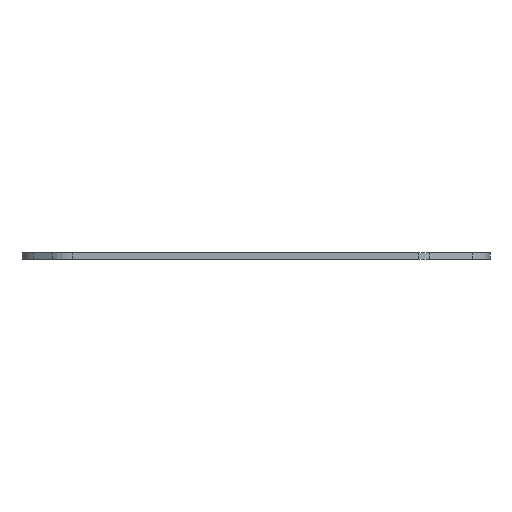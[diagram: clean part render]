
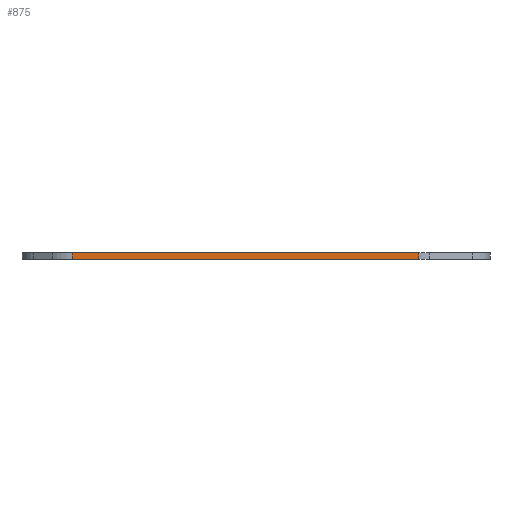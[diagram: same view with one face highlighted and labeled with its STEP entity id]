
A CAD part, left-side view. The second image highlights one B-rep face of the part: STEP entity #875.
In plain terms, the highlighted planar face has unit normal (-1, 0, 0).
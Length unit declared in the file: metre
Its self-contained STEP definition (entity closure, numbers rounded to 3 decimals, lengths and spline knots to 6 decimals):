
#104=ORIENTED_EDGE('',*,*,#360,.T.);
#105=ORIENTED_EDGE('',*,*,#361,.T.);
#106=ORIENTED_EDGE('',*,*,#362,.F.);
#107=ORIENTED_EDGE('',*,*,#363,.T.);
#360=EDGE_CURVE('',#488,#489,#578,.T.);
#361=EDGE_CURVE('',#489,#490,#579,.F.);
#362=EDGE_CURVE('',#491,#490,#580,.T.);
#363=EDGE_CURVE('',#491,#488,#581,.T.);
#488=VERTEX_POINT('',#1337);
#489=VERTEX_POINT('',#1338);
#490=VERTEX_POINT('',#1340);
#491=VERTEX_POINT('',#1342);
#578=LINE('',#1336,#650);
#579=LINE('',#1339,#651);
#580=LINE('',#1341,#652);
#581=LINE('',#1343,#653);
#650=VECTOR('',#1052,1.);
#651=VECTOR('',#1053,1.);
#652=VECTOR('',#1054,1.);
#653=VECTOR('',#1055,1.);
#716=EDGE_LOOP('',(#104,#105,#106,#107));
#786=FACE_BOUND('',#716,.T.);
#856=PLANE('',#935);
#875=ADVANCED_FACE('',(#786),#856,.F.);
#935=AXIS2_PLACEMENT_3D('',#1335,#1050,#1051);
#1050=DIRECTION('',(1.,0.,0.));
#1051=DIRECTION('',(0.,1.,0.));
#1052=DIRECTION('',(0.,1.,0.));
#1053=DIRECTION('',(0.,0.,1.));
#1054=DIRECTION('',(0.,1.,0.));
#1055=DIRECTION('',(0.,0.,1.));
#1335=CARTESIAN_POINT('',(-0.037986,0.042573,-0.0286));
#1336=CARTESIAN_POINT('',(-0.037986,0.042573,-0.0276));
#1337=CARTESIAN_POINT('',(-0.037986,0.016572,-0.0276));
#1338=CARTESIAN_POINT('',(-0.037986,0.06782,-0.0276));
#1339=CARTESIAN_POINT('',(-0.037986,0.06782,-0.0286));
#1340=CARTESIAN_POINT('',(-0.037986,0.06782,-0.0286));
#1341=CARTESIAN_POINT('',(-0.037986,0.042573,-0.0286));
#1342=CARTESIAN_POINT('',(-0.037986,0.016572,-0.0286));
#1343=CARTESIAN_POINT('',(-0.037986,0.016572,-0.0286));
